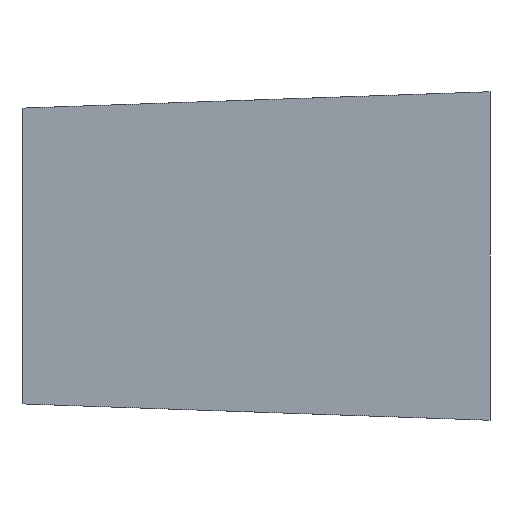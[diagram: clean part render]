
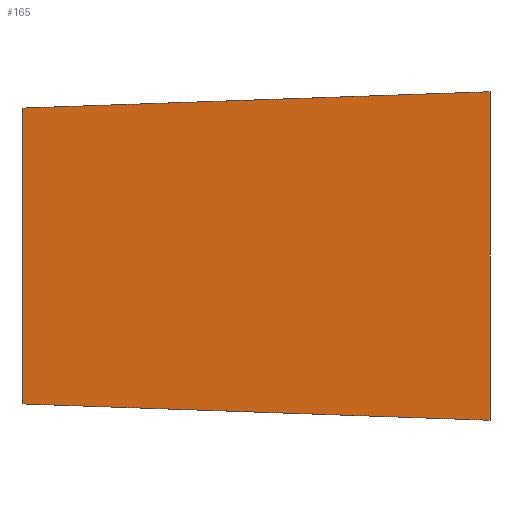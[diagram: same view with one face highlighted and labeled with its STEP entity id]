
A CAD part, left-side view. The second image highlights one B-rep face of the part: STEP entity #165.
In plain terms, the highlighted planar face has unit normal (-0.999, 0.035, 0).
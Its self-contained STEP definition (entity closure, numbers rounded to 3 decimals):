
#21=PLANE('',#179);
#34=FACE_OUTER_BOUND('',#45,.T.);
#45=EDGE_LOOP('',(#147,#148,#149,#150));
#53=LINE('',#276,#69);
#58=LINE('',#289,#74);
#61=LINE('',#294,#77);
#63=LINE('',#298,#79);
#69=VECTOR('',#196,57.069);
#74=VECTOR('',#209,57.069);
#77=VECTOR('',#214,36.019);
#79=VECTOR('',#220,40.);
#89=VERTEX_POINT('',#273);
#90=VERTEX_POINT('',#275);
#93=VERTEX_POINT('',#286);
#94=VERTEX_POINT('',#288);
#104=EDGE_CURVE('',#90,#89,#53,.T.);
#110=EDGE_CURVE('',#94,#93,#58,.T.);
#113=EDGE_CURVE('',#90,#93,#61,.T.);
#115=EDGE_CURVE('',#94,#89,#63,.T.);
#147=ORIENTED_EDGE('',*,*,#104,.T.);
#148=ORIENTED_EDGE('',*,*,#115,.F.);
#149=ORIENTED_EDGE('',*,*,#110,.T.);
#150=ORIENTED_EDGE('',*,*,#113,.F.);
#165=ADVANCED_FACE('',(#34),#21,.F.);
#179=AXIS2_PLACEMENT_3D('',#297,#218,#219);
#196=DIRECTION('',(-0.035,-0.999,-0.035));
#209=DIRECTION('',(0.035,0.999,-0.035));
#214=DIRECTION('',(0.,0.,1.));
#218=DIRECTION('center_axis',(0.999,-0.035,0.));
#219=DIRECTION('ref_axis',(-0.035,-0.999,0.));
#220=DIRECTION('',(0.,0.,-1.));
#273=CARTESIAN_POINT('',(-9.5,-28.5,-20.));
#275=CARTESIAN_POINT('',(-7.51,28.5,-18.01));
#276=CARTESIAN_POINT('',(-8.47,1.002,-18.97));
#286=CARTESIAN_POINT('',(-7.51,28.5,18.01));
#288=CARTESIAN_POINT('',(-9.5,-28.5,20.));
#289=CARTESIAN_POINT('',(-7.5,28.77,18.));
#294=CARTESIAN_POINT('',(-7.51,28.5,10.));
#297=CARTESIAN_POINT('Origin',(-7.51,28.5,20.));
#298=CARTESIAN_POINT('',(-9.5,-28.5,0.));
